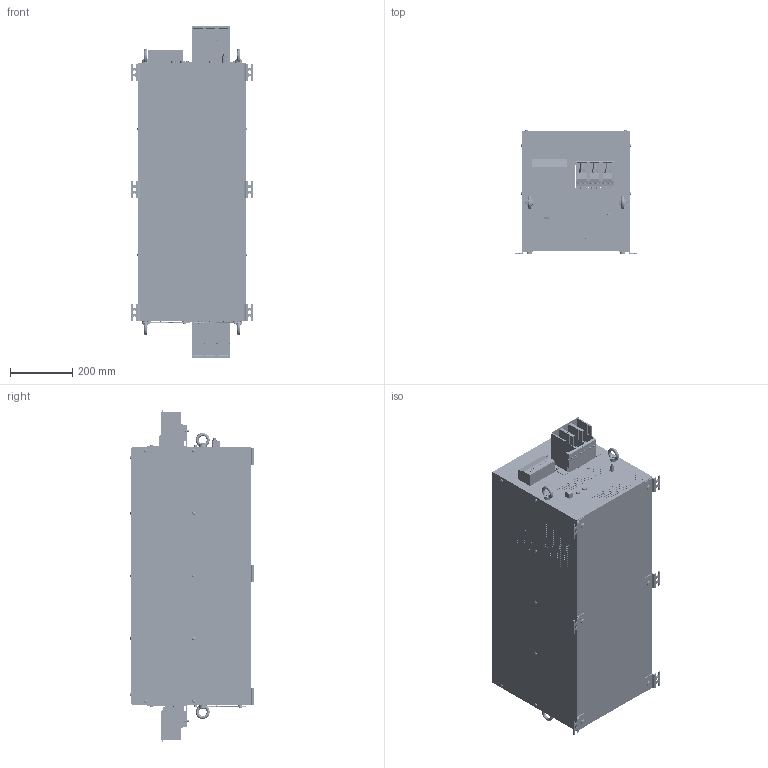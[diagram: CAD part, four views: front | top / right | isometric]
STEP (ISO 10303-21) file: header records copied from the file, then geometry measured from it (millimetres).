
FILE_DESCRIPTION (( 'STEP AP214' ), '1' );
FILE_NAME ('481983.STEP', '2022-06-14T07:52:38', ( '' ), ( '' ), 'SwSTEP 2.0', 'SolidWorks 2018', '' );
FILE_SCHEMA (( 'AUTOMOTIVE_DESIGN' ));
Products named in the file (1): 481983
Bounding box: 393 x 398.77 x 1067.5 mm (x, y, z)
Volume: 6289414.7 mm3; surface area: 3601401.2 mm2
Topology: 1 solids, 29 shells, 7229 faces, 16303 edges, 10671 vertices
Faces by surface type: cylinder 3708, plane 2825, torus 457, cone 195, sphere 28, bspline 16
Entity records: 213476 total; most frequent: CARTESIAN_POINT 42728, DIRECTION 39025, ORIENTED_EDGE 32606, EDGE_CURVE 16303, AXIS2_PLACEMENT_3D 16029, VERTEX_POINT 10671, EDGE_LOOP 9176, CIRCLE 8815
